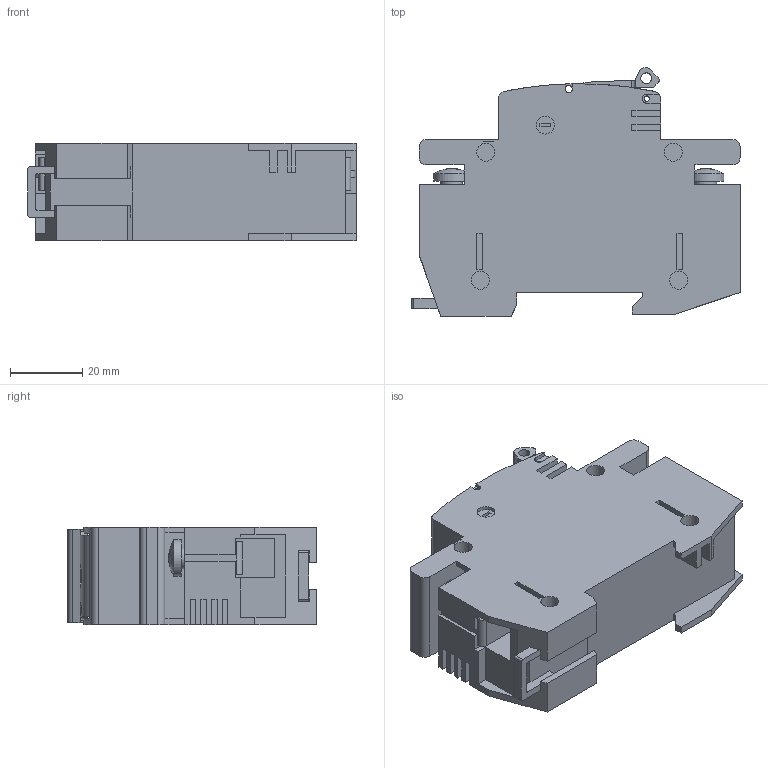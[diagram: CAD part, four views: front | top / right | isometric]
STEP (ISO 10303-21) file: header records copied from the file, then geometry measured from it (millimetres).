
FILE_DESCRIPTION( ( 'Unknown' ), '1' );
FILE_NAME( 'STV D02-1P.stp', 'Unknown', ( 'Unknown' ), ( 'Unknown' ), 'PSStep 14.0', 'Unknown', ' ' );
FILE_SCHEMA( ( 'AUTOMOTIVE_DESIGN { 1 0 10303 214 1 1 1 1 }' ) );
Length unit declared in the file: millimetre
Products named in the file (3): Assem1; STV; Tampon_STV
Assembly tree (2 placements, depth 2):
  Assem1
    STV
    Tampon_STV
Bounding box: 91 x 68.94 x 27 mm (x, y, z)
Volume: 109849.2 mm3; surface area: 27470.6 mm2
Topology: 2 solids, 2 shells, 383 faces, 1063 edges, 704 vertices
Faces by surface type: plane 306, cylinder 74, bspline 2, torus 1
Full cylindrical faces by diameter (mm): 1.5 x2, 2 x2, 3 x1, 5 x10, 6 x2, 6.5 x1, 7.3 x2, 10 x2
Entity records: 15205 total; most frequent: CARTESIAN_POINT 2250, ORIENTED_EDGE 2072, DIRECTION 1939, EDGE_CURVE 1036, LINE 853, VECTOR 853, VERTEX_POINT 702, AXIS2_PLACEMENT_3D 543
